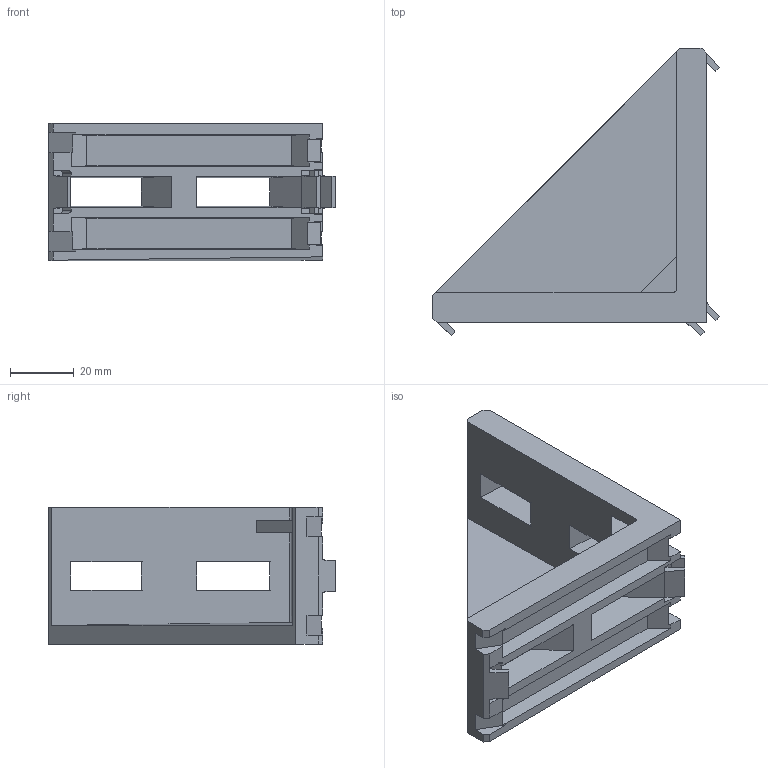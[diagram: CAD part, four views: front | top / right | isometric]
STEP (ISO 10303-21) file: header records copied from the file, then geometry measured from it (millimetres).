
FILE_DESCRIPTION (( 'STEP AP203' ), '1' );
FILE_NAME ('084.305.028.STEP', '2013-01-25T15:24:23', ( 'Alusic' ), ( 'Alusic' ), 'SwSTEP 2.0', 'SolidWorks 2011', '' );
FILE_SCHEMA (( 'CONFIG_CONTROL_DESIGN' ));
Length unit declared in the file: millimetre
Products named in the file (1): 084.305.028
Bounding box: 89.98 x 89.98 x 43 mm (x, y, z)
Volume: 58519.5 mm3; surface area: 27510.6 mm2
Topology: 1 solids, 1 shells, 116 faces, 344 edges, 228 vertices
Faces by surface type: plane 110, cylinder 6
Entity records: 3896 total; most frequent: CARTESIAN_POINT 704, ORIENTED_EDGE 688, DIRECTION 580, EDGE_CURVE 344, VECTOR 332, LINE 332, VERTEX_POINT 228, AXIS2_PLACEMENT_3D 124
